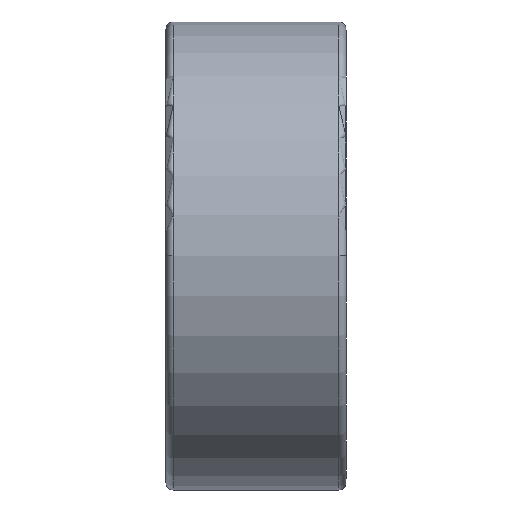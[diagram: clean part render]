
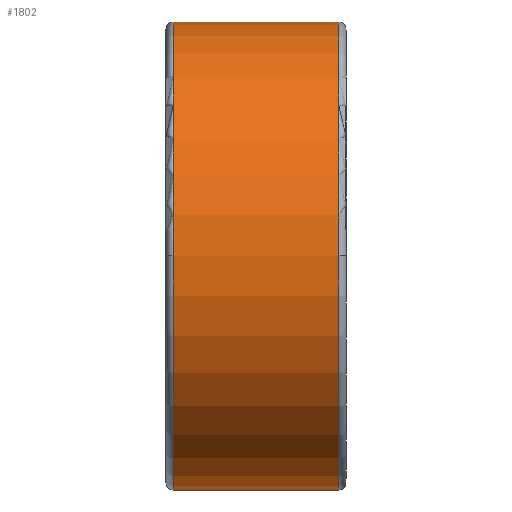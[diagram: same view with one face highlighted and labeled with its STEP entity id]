
A CAD part, top view. The second image highlights one B-rep face of the part: STEP entity #1802.
In plain terms, the highlighted cylindrical face has radius 6.5 mm (diameter 13 mm), a partial arc.
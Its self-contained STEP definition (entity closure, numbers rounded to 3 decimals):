
#1694=CARTESIAN_POINT('Vertex',(4.8,6.5,0.)) ;
#1697=CARTESIAN_POINT('Axis2P3D Location',(4.8,0.,0.)) ;
#1701=CARTESIAN_POINT('Vertex',(4.8,0.,6.5)) ;
#1756=CARTESIAN_POINT('Axis2P3D Location',(0.2,0.,0.)) ;
#1761=CARTESIAN_POINT('Line Origine',(2.5,6.5,0.)) ;
#1765=CARTESIAN_POINT('Vertex',(0.2,6.5,0.)) ;
#1768=CARTESIAN_POINT('Axis2P3D Location',(0.2,0.,0.)) ;
#1772=CARTESIAN_POINT('Vertex',(0.2,0.,6.5)) ;
#1775=CARTESIAN_POINT('Axis2P3D Location',(0.2,0.,0.)) ;
#1779=CARTESIAN_POINT('Vertex',(0.2,-6.5,0.)) ;
#1782=CARTESIAN_POINT('Line Origine',(2.5,-6.5,0.)) ;
#1786=CARTESIAN_POINT('Vertex',(4.8,-6.5,0.)) ;
#1789=CARTESIAN_POINT('Axis2P3D Location',(4.8,0.,0.)) ;
#1698=DIRECTION('Axis2P3D Direction',(1.,0.,0.)) ;
#1757=DIRECTION('Axis2P3D Direction',(1.,0.,0.)) ;
#1758=DIRECTION('Axis2P3D XDirection',(0.,0.809,-0.588)) ;
#1762=DIRECTION('Vector Direction',(1.,0.,0.)) ;
#1769=DIRECTION('Axis2P3D Direction',(1.,0.,0.)) ;
#1776=DIRECTION('Axis2P3D Direction',(1.,0.,0.)) ;
#1783=DIRECTION('Vector Direction',(1.,0.,0.)) ;
#1790=DIRECTION('Axis2P3D Direction',(1.,0.,0.)) ;
#1699=AXIS2_PLACEMENT_3D('Circle Axis2P3D',#1697,#1698,$) ;
#1759=AXIS2_PLACEMENT_3D('Cylinder Axis2P3D',#1756,#1757,#1758) ;
#1770=AXIS2_PLACEMENT_3D('Circle Axis2P3D',#1768,#1769,$) ;
#1777=AXIS2_PLACEMENT_3D('Circle Axis2P3D',#1775,#1776,$) ;
#1791=AXIS2_PLACEMENT_3D('Circle Axis2P3D',#1789,#1790,$) ;
#1795=ORIENTED_EDGE('',*,*,#1767,.F.) ;
#1796=ORIENTED_EDGE('',*,*,#1774,.T.) ;
#1797=ORIENTED_EDGE('',*,*,#1781,.T.) ;
#1798=ORIENTED_EDGE('',*,*,#1788,.F.) ;
#1799=ORIENTED_EDGE('',*,*,#1793,.F.) ;
#1800=ORIENTED_EDGE('',*,*,#1703,.F.) ;
#1763=VECTOR('Line Direction',#1762,1.) ;
#1784=VECTOR('Line Direction',#1783,1.) ;
#1802=ADVANCED_FACE('PartBody ( *SOL4 - wsp *MASTER -  -Non Smart-  )',(#1801),#1760,.T.) ;
#1700=CIRCLE('generated circle',#1699,6.5) ;
#1771=CIRCLE('generated circle',#1770,6.5) ;
#1778=CIRCLE('generated circle',#1777,6.5) ;
#1792=CIRCLE('generated circle',#1791,6.5) ;
#1760=CYLINDRICAL_SURFACE('generated cylinder',#1759,6.5) ;
#1703=EDGE_CURVE('',#1695,#1702,#1700,.T.) ;
#1767=EDGE_CURVE('',#1766,#1695,#1764,.T.) ;
#1774=EDGE_CURVE('',#1766,#1773,#1771,.T.) ;
#1781=EDGE_CURVE('',#1773,#1780,#1778,.T.) ;
#1788=EDGE_CURVE('',#1787,#1780,#1785,.F.) ;
#1793=EDGE_CURVE('',#1702,#1787,#1792,.T.) ;
#1794=EDGE_LOOP('',(#1795,#1796,#1797,#1798,#1799,#1800)) ;
#1801=FACE_OUTER_BOUND('',#1794,.T.) ;
#1764=LINE('Line',#1761,#1763) ;
#1785=LINE('Line',#1782,#1784) ;
#1695=VERTEX_POINT('',#1694) ;
#1702=VERTEX_POINT('',#1701) ;
#1766=VERTEX_POINT('',#1765) ;
#1773=VERTEX_POINT('',#1772) ;
#1780=VERTEX_POINT('',#1779) ;
#1787=VERTEX_POINT('',#1786) ;
